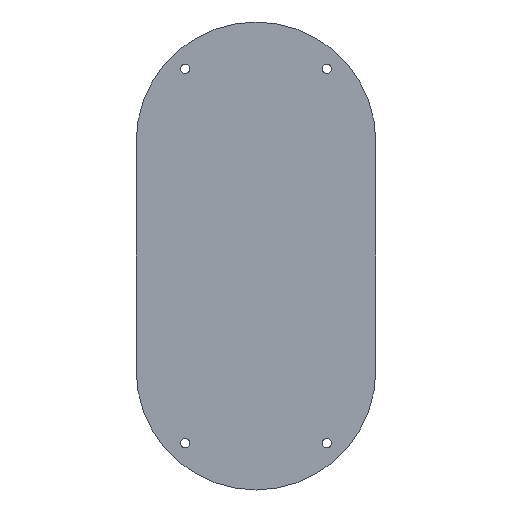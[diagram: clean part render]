
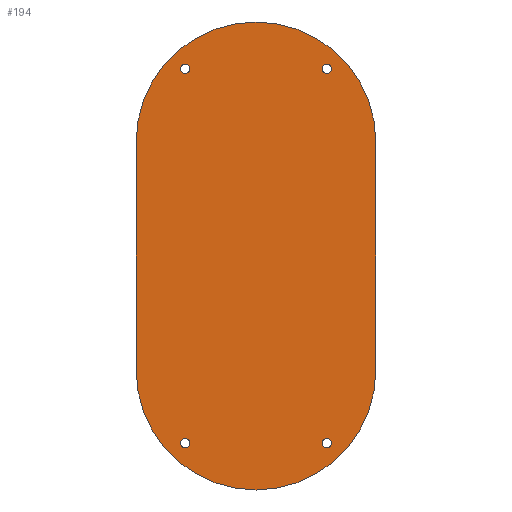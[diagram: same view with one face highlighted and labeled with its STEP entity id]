
A CAD part, left-side view. The second image highlights one B-rep face of the part: STEP entity #194.
In plain terms, the highlighted planar face has unit normal (-1, 0, 0).
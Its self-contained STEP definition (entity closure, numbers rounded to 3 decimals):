
#19=FACE_BOUND('',#51,.T.);
#20=FACE_BOUND('',#52,.T.);
#21=FACE_BOUND('',#53,.T.);
#22=FACE_BOUND('',#54,.T.);
#26=PLANE('',#239);
#36=FACE_OUTER_BOUND('',#50,.T.);
#50=EDGE_LOOP('',(#171,#172,#173,#174));
#51=EDGE_LOOP('',(#175));
#52=EDGE_LOOP('',(#176));
#53=EDGE_LOOP('',(#177));
#54=EDGE_LOOP('',(#178));
#59=LINE('',#326,#71);
#64=LINE('',#340,#76);
#71=VECTOR('',#272,10.);
#76=VECTOR('',#285,10.);
#80=CIRCLE('',#220,2.);
#82=CIRCLE('',#223,2.);
#84=CIRCLE('',#226,2.);
#86=CIRCLE('',#229,2.);
#87=CIRCLE('',#232,52.5);
#89=CIRCLE('',#236,52.5);
#92=VERTEX_POINT('',#302);
#94=VERTEX_POINT('',#308);
#96=VERTEX_POINT('',#314);
#98=VERTEX_POINT('',#320);
#99=VERTEX_POINT('',#324);
#100=VERTEX_POINT('',#325);
#103=VERTEX_POINT('',#333);
#105=VERTEX_POINT('',#339);
#109=EDGE_CURVE('',#92,#92,#80,.T.);
#112=EDGE_CURVE('',#94,#94,#82,.T.);
#115=EDGE_CURVE('',#96,#96,#84,.T.);
#118=EDGE_CURVE('',#98,#98,#86,.T.);
#119=EDGE_CURVE('',#99,#100,#59,.T.);
#123=EDGE_CURVE('',#103,#99,#87,.T.);
#126=EDGE_CURVE('',#105,#103,#64,.T.);
#129=EDGE_CURVE('',#100,#105,#89,.T.);
#171=ORIENTED_EDGE('',*,*,#129,.F.);
#172=ORIENTED_EDGE('',*,*,#119,.F.);
#173=ORIENTED_EDGE('',*,*,#123,.F.);
#174=ORIENTED_EDGE('',*,*,#126,.F.);
#175=ORIENTED_EDGE('',*,*,#118,.F.);
#176=ORIENTED_EDGE('',*,*,#115,.F.);
#177=ORIENTED_EDGE('',*,*,#112,.F.);
#178=ORIENTED_EDGE('',*,*,#109,.F.);
#194=ADVANCED_FACE('',(#36,#19,#20,#21,#22),#26,.F.);
#220=AXIS2_PLACEMENT_3D('',#304,#247,#248);
#223=AXIS2_PLACEMENT_3D('',#310,#254,#255);
#226=AXIS2_PLACEMENT_3D('',#316,#261,#262);
#229=AXIS2_PLACEMENT_3D('',#322,#268,#269);
#232=AXIS2_PLACEMENT_3D('',#334,#278,#279);
#236=AXIS2_PLACEMENT_3D('',#345,#290,#291);
#239=AXIS2_PLACEMENT_3D('',#348,#296,#297);
#247=DIRECTION('center_axis',(-1.,0.,0.));
#248=DIRECTION('ref_axis',(0.,-1.,0.));
#254=DIRECTION('center_axis',(-1.,0.,0.));
#255=DIRECTION('ref_axis',(0.,-1.,0.));
#261=DIRECTION('center_axis',(-1.,0.,0.));
#262=DIRECTION('ref_axis',(0.,-1.,0.));
#268=DIRECTION('center_axis',(-1.,0.,0.));
#269=DIRECTION('ref_axis',(0.,-1.,0.));
#272=DIRECTION('',(0.,0.,-1.));
#278=DIRECTION('center_axis',(1.,0.,0.));
#279=DIRECTION('ref_axis',(0.,1.,0.));
#285=DIRECTION('',(0.,0.,1.));
#290=DIRECTION('center_axis',(1.,0.,0.));
#291=DIRECTION('ref_axis',(0.,-1.,0.));
#296=DIRECTION('center_axis',(1.,0.,0.));
#297=DIRECTION('ref_axis',(0.,0.,-1.));
#302=CARTESIAN_POINT('',(0.,33.,82.));
#304=CARTESIAN_POINT('Origin',(0.,31.,82.));
#308=CARTESIAN_POINT('',(0.,33.,-82.));
#310=CARTESIAN_POINT('Origin',(0.,31.,-82.));
#314=CARTESIAN_POINT('',(0.,-29.,-82.));
#316=CARTESIAN_POINT('Origin',(0.,-31.,-82.));
#320=CARTESIAN_POINT('',(0.,-29.,82.));
#322=CARTESIAN_POINT('Origin',(0.,-31.,82.));
#324=CARTESIAN_POINT('',(0.,-52.5,50.));
#325=CARTESIAN_POINT('',(0.,-52.5,-50.));
#326=CARTESIAN_POINT('',(0.,-52.5,50.));
#333=CARTESIAN_POINT('',(0.,52.5,50.));
#334=CARTESIAN_POINT('Origin',(0.,0.,50.));
#339=CARTESIAN_POINT('',(0.,52.5,-50.));
#340=CARTESIAN_POINT('',(0.,52.5,-50.));
#345=CARTESIAN_POINT('Origin',(0.,0.,-50.));
#348=CARTESIAN_POINT('Origin',(0.,0.,0.));
